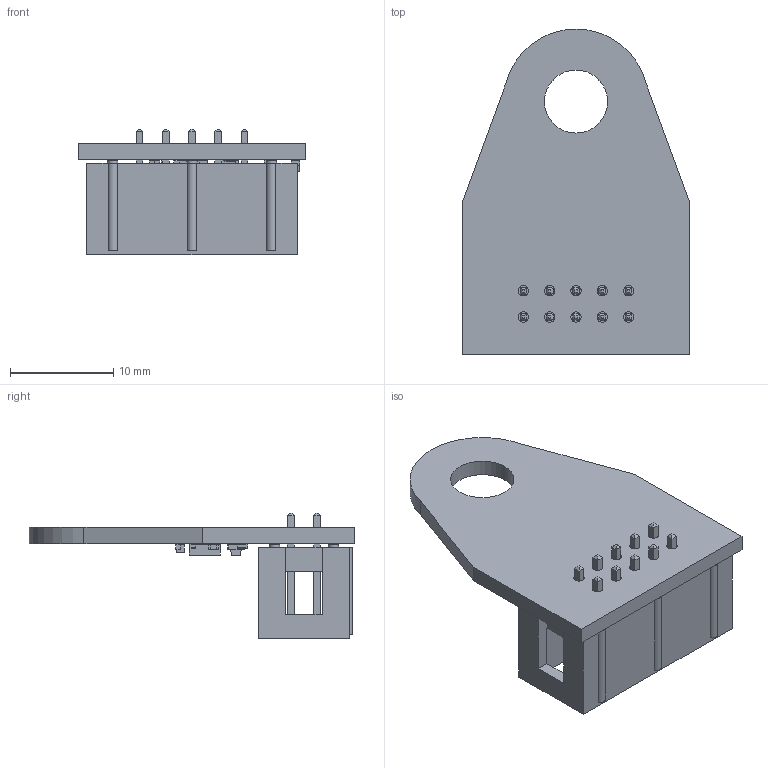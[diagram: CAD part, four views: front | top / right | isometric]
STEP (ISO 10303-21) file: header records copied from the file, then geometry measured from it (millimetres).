
FILE_DESCRIPTION(('FreeCAD Model'),'2;1');
FILE_NAME('Open CASCADE Shape Model','2023-08-15T14:58:12',(''),(''), 'Open CASCADE STEP processor 7.6','FreeCAD','Unknown');
FILE_SCHEMA(('AUTOMOTIVE_DESIGN { 1 0 10303 214 1 1 1 1 }'));
Length unit declared in the file: millimetre
Products named in the file (21): Accelerometer 1; C_0402_1005Metric; SOLID; C_0603_1608Metric; SOLID001; IDC-Header_2x05_P2.54mm_Vertical; SOLID002; R_0402_1005Metric; SOLID003; R_0402_1005Metric001; LED_0603_1608Metric; SOLID005; R_0402_1005Metric002; R_0402_1005Metric003; R_0402_1005Metric004; C_0402_1005Metric001; LGA-16_3x3mm_P0.5mm_LayoutBorder3x5y; SOLID010; R_0402_1005Metric005; C_0402_1005Metric002; Duet3_accelerometer PCB
Assembly tree (27 placements, depth 3):
  Accelerometer 1
    C_0402_1005Metric
      SOLID
    C_0603_1608Metric
      SOLID001
    IDC-Header_2x05_P2.54mm_Vertical
      SOLID002
    R_0402_1005Metric
      SOLID003
    R_0402_1005Metric001
      SOLID003
    LED_0603_1608Metric
      SOLID005
    R_0402_1005Metric002
      SOLID003
    R_0402_1005Metric003
      SOLID003
    R_0402_1005Metric004
      SOLID003
    C_0402_1005Metric001
      SOLID
    LGA-16_3x3mm_P0.5mm_LayoutBorder3x5y
      SOLID010
    R_0402_1005Metric005
      SOLID003
    C_0402_1005Metric002
      SOLID
    Duet3_accelerometer PCB
Bounding box: 22 x 31.51 x 12.1 mm (x, y, z)
Volume: 1678.4 mm3; surface area: 2734.8 mm2
Topology: 14 solids, 14 shells, 647 faces, 1607 edges, 1036 vertices
Faces by surface type: bspline 628, cylinder 12, plane 7
Full cylindrical faces by diameter (mm): 1 x10, 6.1 x1
Entity records: 28802 total; most frequent: CARTESIAN_POINT 10006, B_SPLINE_CURVE_WITH_KNOTS 3004, ORIENTED_EDGE 2246, PCURVE 2246, DEFINITIONAL_REPRESENTATION 2246, EDGE_CURVE 1123, SURFACE_CURVE 1105, VERTEX_POINT 720
